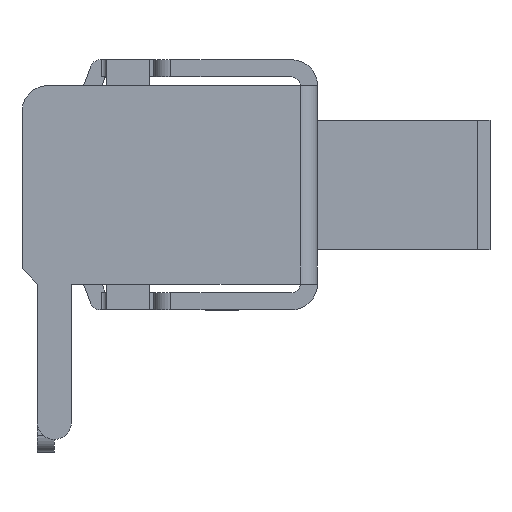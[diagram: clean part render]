
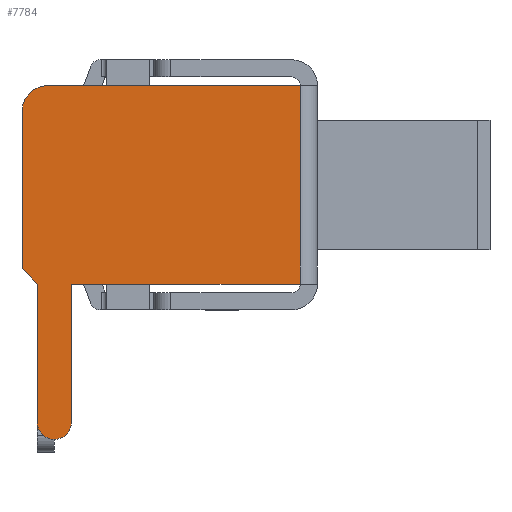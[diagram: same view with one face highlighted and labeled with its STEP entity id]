
A CAD part, left-side view. The second image highlights one B-rep face of the part: STEP entity #7784.
In plain terms, the highlighted planar face has unit normal (-1, 0, 0).
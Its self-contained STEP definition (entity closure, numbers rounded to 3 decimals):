
#4216=DIRECTION('',(0.,-0.707,-0.707));
#4217=VECTOR('',#4216,0.495);
#4218=CARTESIAN_POINT('',(-6.6,2.45,-1.95));
#4219=LINE('',#4218,#4217);
#4220=DIRECTION('',(0.,0.,1.));
#4221=VECTOR('',#4220,3.65);
#4222=CARTESIAN_POINT('',(-6.6,2.45,-1.95));
#4223=LINE('',#4222,#4221);
#4224=CARTESIAN_POINT('',(-6.6,1.85,1.7));
#4225=DIRECTION('',(-1.,0.,0.));
#4226=DIRECTION('',(0.,0.,1.));
#4227=AXIS2_PLACEMENT_3D('',#4224,#4225,#4226);
#4229=DIRECTION('',(0.,-1.,0.));
#4230=VECTOR('',#4229,5.85);
#4231=CARTESIAN_POINT('',(-6.6,1.85,2.3));
#4232=LINE('',#4231,#4230);
#4233=DIRECTION('',(0.,0.,1.));
#4234=VECTOR('',#4233,4.6);
#4235=CARTESIAN_POINT('',(-6.6,-4.,-2.3));
#4236=LINE('',#4235,#4234);
#4237=DIRECTION('',(0.,1.,0.));
#4238=VECTOR('',#4237,5.3);
#4239=CARTESIAN_POINT('',(-6.6,-4.,-2.3));
#4240=LINE('',#4239,#4238);
#4241=DIRECTION('',(0.,0.,-1.));
#4242=VECTOR('',#4241,3.2);
#4243=CARTESIAN_POINT('',(-6.6,1.3,-2.3));
#4244=LINE('',#4243,#4242);
#4245=CARTESIAN_POINT('',(-6.6,1.7,-5.5));
#4246=DIRECTION('',(1.,0.,0.));
#4247=DIRECTION('',(0.,-1.,0.));
#4248=AXIS2_PLACEMENT_3D('',#4245,#4246,#4247);
#4250=DIRECTION('',(0.,0.,1.));
#4251=VECTOR('',#4250,3.2);
#4252=CARTESIAN_POINT('',(-6.6,2.1,-5.5));
#4253=LINE('',#4252,#4251);
#5707=CARTESIAN_POINT('',(-6.6,-4.,2.3));
#5708=VERTEX_POINT('',#5707);
#5709=CARTESIAN_POINT('',(-6.6,-4.,-2.3));
#5710=VERTEX_POINT('',#5709);
#5715=CARTESIAN_POINT('',(-6.6,1.85,2.3));
#5716=VERTEX_POINT('',#5715);
#5717=CARTESIAN_POINT('',(-6.6,2.45,1.7));
#5718=VERTEX_POINT('',#5717);
#5723=CARTESIAN_POINT('',(-6.6,1.3,-5.5));
#5724=CARTESIAN_POINT('',(-6.6,2.1,-5.5));
#5725=VERTEX_POINT('',#5723);
#5726=VERTEX_POINT('',#5724);
#5728=CARTESIAN_POINT('',(-6.6,1.3,-2.3));
#5730=VERTEX_POINT('',#5728);
#5735=CARTESIAN_POINT('',(-6.6,2.45,-1.95));
#5736=VERTEX_POINT('',#5735);
#5737=CARTESIAN_POINT('',(-6.6,2.1,-2.3));
#5738=VERTEX_POINT('',#5737);
#7763=CARTESIAN_POINT('',(-6.6,0.,0.));
#7764=DIRECTION('',(-1.,0.,0.));
#7765=DIRECTION('',(0.,0.,-1.));
#7766=AXIS2_PLACEMENT_3D('',#7763,#7764,#7765);
#7767=PLANE('',#7766);
#7768=ORIENTED_EDGE('',*,*,#7729,.F.);
#7769=ORIENTED_EDGE('',*,*,#7751,.T.);
#7770=ORIENTED_EDGE('',*,*,#7677,.F.);
#7771=ORIENTED_EDGE('',*,*,#7657,.T.);
#7773=ORIENTED_EDGE('',*,*,#7772,.F.);
#7775=ORIENTED_EDGE('',*,*,#7774,.T.);
#7777=ORIENTED_EDGE('',*,*,#7776,.T.);
#7779=ORIENTED_EDGE('',*,*,#7778,.T.);
#7781=ORIENTED_EDGE('',*,*,#7780,.T.);
#7782=EDGE_LOOP('',(#7768,#7769,#7770,#7771,#7773,#7775,#7777,#7779,#7781));
#7783=FACE_OUTER_BOUND('',#7782,.F.);
#7784=ADVANCED_FACE('',(#7783),#7767,.T.);
#4228=CIRCLE('',#4227,0.6);
#4249=CIRCLE('',#4248,0.4);
#7657=EDGE_CURVE('',#5716,#5708,#4232,.T.);
#7677=EDGE_CURVE('',#5716,#5718,#4228,.T.);
#7729=EDGE_CURVE('',#5736,#5738,#4219,.T.);
#7751=EDGE_CURVE('',#5736,#5718,#4223,.T.);
#7772=EDGE_CURVE('',#5710,#5708,#4236,.T.);
#7774=EDGE_CURVE('',#5710,#5730,#4240,.T.);
#7776=EDGE_CURVE('',#5730,#5725,#4244,.T.);
#7778=EDGE_CURVE('',#5725,#5726,#4249,.T.);
#7780=EDGE_CURVE('',#5726,#5738,#4253,.T.);
